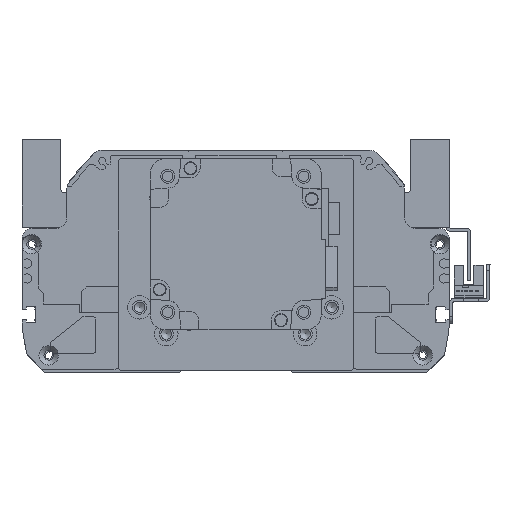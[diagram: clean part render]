
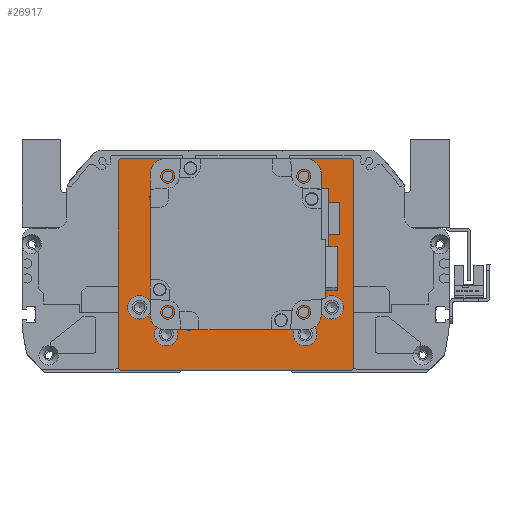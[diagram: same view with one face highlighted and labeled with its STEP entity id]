
A CAD part, front view. The second image highlights one B-rep face of the part: STEP entity #26917.
In plain terms, the highlighted face is planar.
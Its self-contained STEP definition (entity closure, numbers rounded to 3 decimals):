
#2184=FACE_BOUND('',#6407,.T.);
#2185=FACE_BOUND('',#6408,.T.);
#2186=FACE_BOUND('',#6409,.T.);
#2187=FACE_BOUND('',#6410,.T.);
#2188=FACE_BOUND('',#6411,.T.);
#2189=FACE_BOUND('',#6412,.T.);
#2190=FACE_BOUND('',#6413,.T.);
#2191=FACE_BOUND('',#6414,.T.);
#2192=FACE_BOUND('',#6415,.T.);
#3394=CIRCLE('',#29859,2.459);
#3395=CIRCLE('',#29862,2.459);
#3396=CIRCLE('',#29870,2.459);
#3397=CIRCLE('',#29872,2.459);
#3400=CIRCLE('',#29877,5.5);
#3403=CIRCLE('',#29883,5.5);
#3406=CIRCLE('',#29889,5.5);
#3409=CIRCLE('',#29895,5.5);
#3411=CIRCLE('',#29900,35.);
#4738=FACE_OUTER_BOUND('',#6406,.T.);
#6406=EDGE_LOOP('',(#24421,#24422,#24423,#24424,#24425,#24426,#24427,#24428));
#6407=EDGE_LOOP('',(#24429));
#6408=EDGE_LOOP('',(#24430));
#6409=EDGE_LOOP('',(#24431));
#6410=EDGE_LOOP('',(#24432));
#6411=EDGE_LOOP('',(#24433));
#6412=EDGE_LOOP('',(#24434));
#6413=EDGE_LOOP('',(#24435));
#6414=EDGE_LOOP('',(#24436));
#6415=EDGE_LOOP('',(#24437));
#8602=LINE('',#47432,#10849);
#8605=LINE('',#47441,#10852);
#8608=LINE('',#47446,#10855);
#8610=LINE('',#47449,#10857);
#8611=LINE('',#47452,#10858);
#8613=LINE('',#47456,#10860);
#8615=LINE('',#47460,#10862);
#8628=LINE('',#47522,#10875);
#10849=VECTOR('',#37047,10.);
#10852=VECTOR('',#37056,10.);
#10855=VECTOR('',#37061,10.);
#10857=VECTOR('',#37065,10.);
#10858=VECTOR('',#37068,10.);
#10860=VECTOR('',#37072,10.);
#10862=VECTOR('',#37076,10.);
#10875=VECTOR('',#37155,10.);
#13417=VERTEX_POINT('',#47425);
#13418=VERTEX_POINT('',#47429);
#13419=VERTEX_POINT('',#47431);
#13420=VERTEX_POINT('',#47435);
#13421=VERTEX_POINT('',#47439);
#13422=VERTEX_POINT('',#47440);
#13423=VERTEX_POINT('',#47445);
#13424=VERTEX_POINT('',#47451);
#13425=VERTEX_POINT('',#47455);
#13426=VERTEX_POINT('',#47459);
#13427=VERTEX_POINT('',#47463);
#13428=VERTEX_POINT('',#47467);
#13431=VERTEX_POINT('',#47476);
#13434=VERTEX_POINT('',#47487);
#13437=VERTEX_POINT('',#47498);
#13440=VERTEX_POINT('',#47509);
#13442=VERTEX_POINT('',#47518);
#17099=EDGE_CURVE('',#13417,#13417,#3394,.T.);
#17102=EDGE_CURVE('',#13419,#13418,#8602,.T.);
#17104=EDGE_CURVE('',#13420,#13420,#3395,.T.);
#17106=EDGE_CURVE('',#13421,#13422,#8605,.T.);
#17109=EDGE_CURVE('',#13423,#13422,#8608,.T.);
#17111=EDGE_CURVE('',#13423,#13418,#8610,.T.);
#17112=EDGE_CURVE('',#13419,#13424,#8611,.T.);
#17114=EDGE_CURVE('',#13425,#13424,#8613,.T.);
#17116=EDGE_CURVE('',#13425,#13426,#8615,.T.);
#17118=EDGE_CURVE('',#13427,#13427,#3396,.T.);
#17120=EDGE_CURVE('',#13428,#13428,#3397,.T.);
#17124=EDGE_CURVE('',#13431,#13431,#3400,.T.);
#17129=EDGE_CURVE('',#13434,#13434,#3403,.T.);
#17134=EDGE_CURVE('',#13437,#13437,#3406,.T.);
#17139=EDGE_CURVE('',#13440,#13440,#3409,.T.);
#17143=EDGE_CURVE('',#13442,#13442,#3411,.T.);
#17145=EDGE_CURVE('',#13421,#13426,#8628,.T.);
#24421=ORIENTED_EDGE('',*,*,#17106,.F.);
#24422=ORIENTED_EDGE('',*,*,#17145,.T.);
#24423=ORIENTED_EDGE('',*,*,#17116,.F.);
#24424=ORIENTED_EDGE('',*,*,#17114,.T.);
#24425=ORIENTED_EDGE('',*,*,#17112,.F.);
#24426=ORIENTED_EDGE('',*,*,#17102,.T.);
#24427=ORIENTED_EDGE('',*,*,#17111,.F.);
#24428=ORIENTED_EDGE('',*,*,#17109,.T.);
#24429=ORIENTED_EDGE('',*,*,#17118,.T.);
#24430=ORIENTED_EDGE('',*,*,#17104,.T.);
#24431=ORIENTED_EDGE('',*,*,#17120,.T.);
#24432=ORIENTED_EDGE('',*,*,#17099,.T.);
#24433=ORIENTED_EDGE('',*,*,#17124,.T.);
#24434=ORIENTED_EDGE('',*,*,#17129,.T.);
#24435=ORIENTED_EDGE('',*,*,#17134,.T.);
#24436=ORIENTED_EDGE('',*,*,#17139,.T.);
#24437=ORIENTED_EDGE('',*,*,#17143,.T.);
#25606=PLANE('',#29902);
#26917=ADVANCED_FACE('',(#4738,#2184,#2185,#2186,#2187,#2188,#2189,#2190,
#2191,#2192),#25606,.T.);
#29859=AXIS2_PLACEMENT_3D('',#47426,#37041,#37042);
#29862=AXIS2_PLACEMENT_3D('',#47436,#37051,#37052);
#29870=AXIS2_PLACEMENT_3D('',#47464,#37080,#37081);
#29872=AXIS2_PLACEMENT_3D('',#47468,#37085,#37086);
#29877=AXIS2_PLACEMENT_3D('',#47477,#37096,#37097);
#29883=AXIS2_PLACEMENT_3D('',#47488,#37110,#37111);
#29889=AXIS2_PLACEMENT_3D('',#47499,#37124,#37125);
#29895=AXIS2_PLACEMENT_3D('',#47510,#37138,#37139);
#29900=AXIS2_PLACEMENT_3D('',#47519,#37150,#37151);
#29902=AXIS2_PLACEMENT_3D('',#47523,#37156,#37157);
#37041=DIRECTION('center_axis',(0.,0.,-1.));
#37042=DIRECTION('ref_axis',(1.,0.,0.));
#37047=DIRECTION('',(-1.,0.,0.));
#37051=DIRECTION('center_axis',(0.,0.,-1.));
#37052=DIRECTION('ref_axis',(1.,0.,0.));
#37056=DIRECTION('',(-0.707,0.707,0.));
#37061=DIRECTION('',(0.,-1.,0.));
#37065=DIRECTION('',(0.707,0.707,0.));
#37068=DIRECTION('',(0.707,-0.707,0.));
#37072=DIRECTION('',(0.,1.,0.));
#37076=DIRECTION('',(-0.707,-0.707,0.));
#37080=DIRECTION('center_axis',(0.,0.,-1.));
#37081=DIRECTION('ref_axis',(1.,0.,0.));
#37085=DIRECTION('center_axis',(0.,0.,-1.));
#37086=DIRECTION('ref_axis',(1.,0.,0.));
#37096=DIRECTION('center_axis',(0.,0.,-1.));
#37097=DIRECTION('ref_axis',(1.,0.,0.));
#37110=DIRECTION('center_axis',(0.,0.,-1.));
#37111=DIRECTION('ref_axis',(1.,0.,0.));
#37124=DIRECTION('center_axis',(0.,0.,-1.));
#37125=DIRECTION('ref_axis',(1.,0.,0.));
#37138=DIRECTION('center_axis',(0.,0.,-1.));
#37139=DIRECTION('ref_axis',(1.,0.,0.));
#37150=DIRECTION('center_axis',(0.,0.,-1.));
#37151=DIRECTION('ref_axis',(1.,0.,0.));
#37155=DIRECTION('',(1.,0.,0.));
#37156=DIRECTION('center_axis',(0.,0.,1.));
#37157=DIRECTION('ref_axis',(1.,0.,0.));
#47425=CARTESIAN_POINT('',(29.361,41.32,89.));
#47426=CARTESIAN_POINT('Origin',(31.82,41.32,89.));
#47429=CARTESIAN_POINT('',(-54.,49.5,89.));
#47431=CARTESIAN_POINT('',(54.,49.5,89.));
#47432=CARTESIAN_POINT('',(55.,49.5,89.));
#47435=CARTESIAN_POINT('',(-34.278,41.32,89.));
#47436=CARTESIAN_POINT('Origin',(-31.82,41.32,89.));
#47439=CARTESIAN_POINT('',(-54.,-49.5,89.));
#47440=CARTESIAN_POINT('',(-55.,-48.5,89.));
#47441=CARTESIAN_POINT('',(-53.125,-50.375,89.));
#47445=CARTESIAN_POINT('',(-55.,48.5,89.));
#47446=CARTESIAN_POINT('',(-55.,49.5,89.));
#47449=CARTESIAN_POINT('',(-53.125,50.375,89.));
#47451=CARTESIAN_POINT('',(55.,48.5,89.));
#47452=CARTESIAN_POINT('',(53.125,50.375,89.));
#47455=CARTESIAN_POINT('',(55.,-48.5,89.));
#47456=CARTESIAN_POINT('',(55.,-49.5,89.));
#47459=CARTESIAN_POINT('',(54.,-49.5,89.));
#47460=CARTESIAN_POINT('',(53.125,-50.375,89.));
#47463=CARTESIAN_POINT('',(29.361,-22.32,89.));
#47464=CARTESIAN_POINT('Origin',(31.82,-22.32,89.));
#47467=CARTESIAN_POINT('',(-34.278,-22.32,89.));
#47468=CARTESIAN_POINT('Origin',(-31.82,-22.32,89.));
#47476=CARTESIAN_POINT('',(27.,-32.5,89.));
#47477=CARTESIAN_POINT('Origin',(32.5,-32.5,89.));
#47487=CARTESIAN_POINT('',(-50.5,-20.,89.));
#47488=CARTESIAN_POINT('Origin',(-45.,-20.,89.));
#47498=CARTESIAN_POINT('',(-38.,-32.5,89.));
#47499=CARTESIAN_POINT('Origin',(-32.5,-32.5,89.));
#47509=CARTESIAN_POINT('',(39.5,-20.,89.));
#47510=CARTESIAN_POINT('Origin',(45.,-20.,89.));
#47518=CARTESIAN_POINT('',(-35.,9.5,89.));
#47519=CARTESIAN_POINT('Origin',(0.,9.5,89.));
#47522=CARTESIAN_POINT('',(-55.,-49.5,89.));
#47523=CARTESIAN_POINT('Origin',(0.,0.,
89.));
